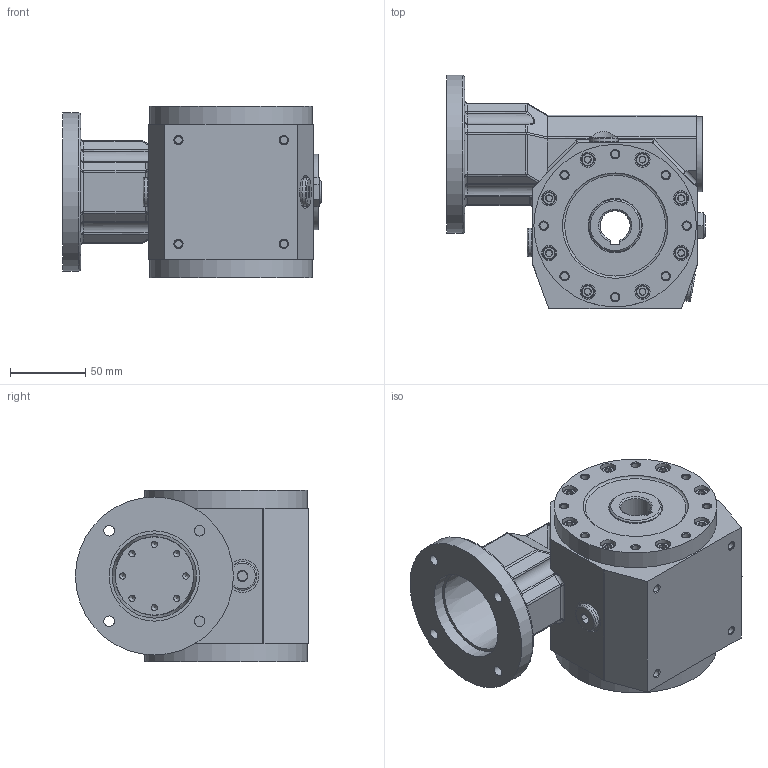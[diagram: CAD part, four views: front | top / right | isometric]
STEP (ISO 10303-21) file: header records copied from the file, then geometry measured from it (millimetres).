
FILE_DESCRIPTION( ( 'Unknown' ), '1' );
FILE_NAME( '2-1KA.stp', 'Unknown', ( 'Unknown' ), ( 'Unknown' ), 'PSStep 13.0', 'Unknown', ' ' );
FILE_SCHEMA( ( 'AUTOMOTIVE_DESIGN { 1 0 10303 214 1 1 1 1 }' ) );
Length unit declared in the file: millimetre
Products named in the file (1): Gehaeuse
Bounding box: 172 x 155 x 114 mm (x, y, z)
Volume: 1407983.2 mm3; surface area: 141631.6 mm2
Topology: 1 solids, 25 shells, 764 faces, 1772 edges, 1129 vertices
Faces by surface type: plane 405, cylinder 178, cone 84, bspline 64, torus 33
Full cylindrical faces by diameter (mm): 4 x8, 4.5 x8, 5 x36, 5.5 x16, 7 x4, 8 x8, 8.5 x16, 10 x17, 11 x1, 17 x3, 19 x3, 22 x5, 35 x2, 36 x2, 50 x3, 52 x1, 60 x1, 105 x1, 108 x2
Entity records: 45583 total; most frequent: CARTESIAN_POINT 24577, DIRECTION 2824, ORIENTED_EDGE 2758, EDGE_CURVE 1379, EDGE_LOOP 1167, AXIS2_PLACEMENT_3D 1144, VERTEX_POINT 1014, FACE_OUTER_BOUND 930
